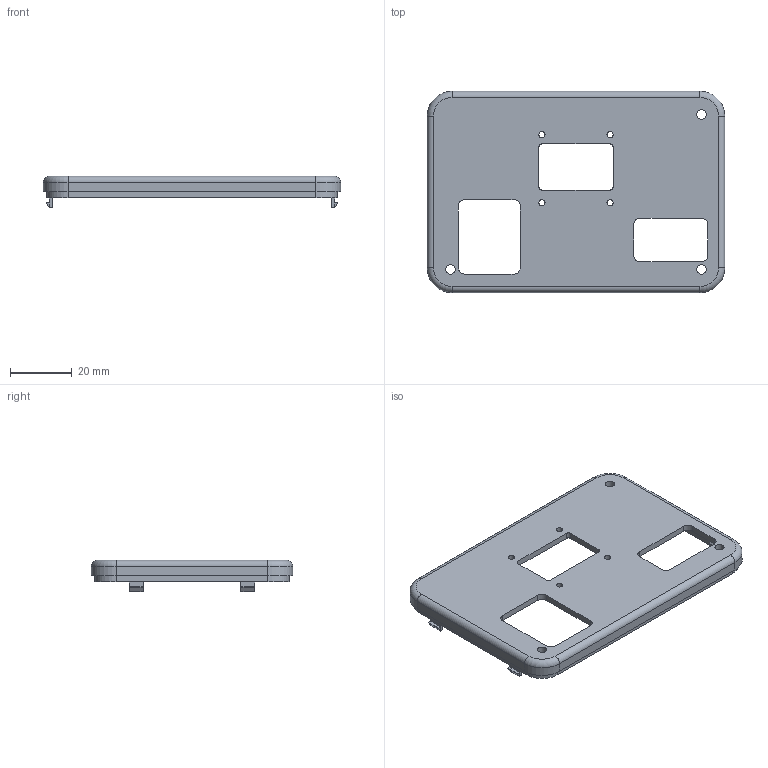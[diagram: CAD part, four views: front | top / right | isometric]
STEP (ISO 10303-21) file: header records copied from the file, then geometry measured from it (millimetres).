
FILE_DESCRIPTION(('FreeCAD Model'),'2;1');
FILE_NAME('Open CASCADE Shape Model','2025-01-24T02:31:50',(''),(''), 'Open CASCADE STEP processor 7.8','FreeCAD','Unknown');
FILE_SCHEMA(('AUTOMOTIVE_DESIGN { 1 0 10303 214 1 1 1 1 }'));
Length unit declared in the file: millimetre
Products named in the file (1): Body002
Bounding box: 96 x 65 x 10.2 mm (x, y, z)
Volume: 12175.8 mm3; surface area: 14116.7 mm2
Topology: 1 solids, 1 shells, 115 faces, 301 edges, 190 vertices
Faces by surface type: plane 76, cylinder 35, torus 4
Full cylindrical faces by diameter (mm): 2 x4, 3 x3
Entity records: 7506 total; most frequent: CARTESIAN_POINT 1281, DIRECTION 1197, LINE 767, VECTOR 767, ORIENTED_EDGE 602, PCURVE 602, DEFINITIONAL_REPRESENTATION 602, EDGE_CURVE 301
